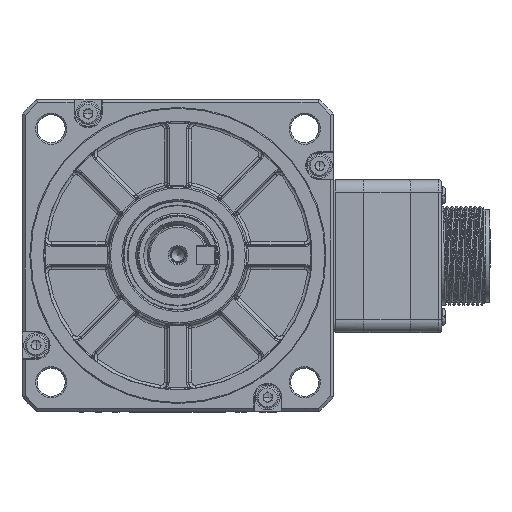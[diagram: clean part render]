
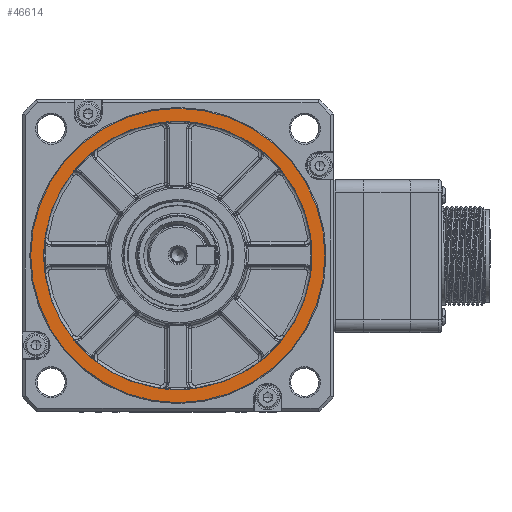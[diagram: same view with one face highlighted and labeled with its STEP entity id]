
A CAD part, top view. The second image highlights one B-rep face of the part: STEP entity #46614.
In plain terms, the highlighted planar face has unit normal (0, 0, 1).
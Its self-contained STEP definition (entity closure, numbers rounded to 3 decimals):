
#42942=CARTESIAN_POINT('',(47.2,0.,60.75));
#42943=VERTEX_POINT('',#42942);
#42953=CARTESIAN_POINT('',(0.,0.,60.75));
#42954=DIRECTION('',(1.,0.,0.));
#42955=DIRECTION('',(0.,0.,1.));
#42956=AXIS2_PLACEMENT_3D('',#42953,#42955,#42954);
#42957=CIRCLE('',#42956,47.2);
#42958=EDGE_CURVE('',#42943,#42943,#42957,.T.);
#46595=CARTESIAN_POINT('',(0.,0.,60.75));
#46596=DIRECTION('',(0.,1.,0.));
#46597=DIRECTION('',(0.,-0.,1.));
#46598=AXIS2_PLACEMENT_3D('',#46595,#46597,#46596);
#46599=PLANE('',#46598);
#46600=ORIENTED_EDGE('',*,*,#42958,.T.);
#46601=EDGE_LOOP('',(#46600));
#46602=FACE_OUTER_BOUND('',#46601,.T.);
#46603=CARTESIAN_POINT('',(43.,0.,60.75));
#46604=VERTEX_POINT('',#46603);
#46605=CARTESIAN_POINT('',(0.,0.,60.75));
#46606=DIRECTION('',(1.,0.,0.));
#46607=DIRECTION('',(0.,0.,1.));
#46608=AXIS2_PLACEMENT_3D('',#46605,#46607,#46606);
#46609=CIRCLE('',#46608,43.);
#46610=EDGE_CURVE('',#46604,#46604,#46609,.T.);
#46611=ORIENTED_EDGE('',*,*,#46610,.F.);
#46612=EDGE_LOOP('',(#46611));
#46613=FACE_BOUND('',#46612,.T.);
#46614=ADVANCED_FACE('',(#46602,#46613),#46599,.T.);
